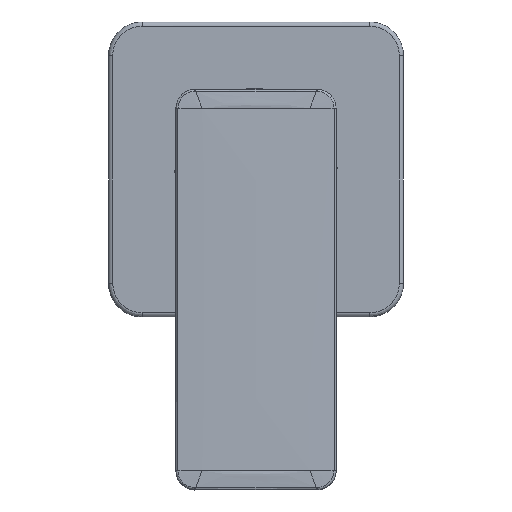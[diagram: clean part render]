
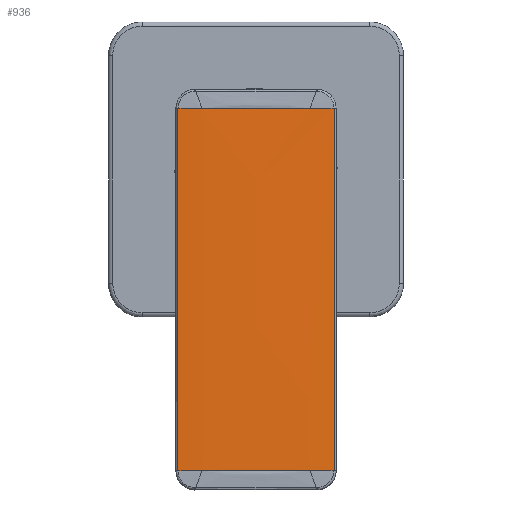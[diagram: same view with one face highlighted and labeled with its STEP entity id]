
A CAD part, front view. The second image highlights one B-rep face of the part: STEP entity #936.
In plain terms, the highlighted free-form (B-spline) face has degree [5, 5] with [6, 7] control points.
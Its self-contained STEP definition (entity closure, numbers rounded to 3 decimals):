
#289=B_SPLINE_SURFACE_WITH_KNOTS('',5,5,((#25252,#25253,#25254,#25255,#25256,
#25257,#25258),(#25259,#25260,#25261,#25262,#25263,#25264,#25265),(#25266,
#25267,#25268,#25269,#25270,#25271,#25272),(#25273,#25274,#25275,#25276,
#25277,#25278,#25279),(#25280,#25281,#25282,#25283,#25284,#25285,#25286),
(#25287,#25288,#25289,#25290,#25291,#25292,#25293)),.UNSPECIFIED.,.F.,.F.,
 .F.,(6,6),(6,1,6),(0.,89.465),(0.,19.004,38.009),
 .UNSPECIFIED.);
#936=ADVANCED_FACE('',(#1620),#289,.T.);
#1620=FACE_OUTER_BOUND('',#2301,.T.);
#2301=EDGE_LOOP('',(#5487,#5488,#5489,#5490,#5491,#5492,#5493,#5494));
#5487=ORIENTED_EDGE('',*,*,#7378,.F.);
#5488=ORIENTED_EDGE('',*,*,#7417,.T.);
#5489=ORIENTED_EDGE('',*,*,#7416,.T.);
#5490=ORIENTED_EDGE('',*,*,#7415,.T.);
#5491=ORIENTED_EDGE('',*,*,#7414,.F.);
#5492=ORIENTED_EDGE('',*,*,#7413,.T.);
#5493=ORIENTED_EDGE('',*,*,#7411,.T.);
#5494=ORIENTED_EDGE('',*,*,#7419,.T.);
#7378=EDGE_CURVE('',#10349,#10351,#9203,.T.);
#7411=EDGE_CURVE('',#10363,#10367,#9228,.T.);
#7413=EDGE_CURVE('',#9487,#10363,#9230,.T.);
#7414=EDGE_CURVE('',#9487,#9486,#9231,.T.);
#7415=EDGE_CURVE('',#10368,#9486,#9232,.T.);
#7416=EDGE_CURVE('',#10369,#10368,#9233,.T.);
#7417=EDGE_CURVE('',#10349,#10369,#9234,.T.);
#7419=EDGE_CURVE('',#10367,#10351,#9236,.T.);
#9203=B_SPLINE_CURVE_WITH_KNOTS('',3,(#30772,#30773,#30774,#30775),
 .UNSPECIFIED.,.F.,.F.,(4,4),(-86.024,0.),.UNSPECIFIED.);
#9228=B_SPLINE_CURVE_WITH_KNOTS('',3,(#31131,#31132,#31133,#31134),
 .UNSPECIFIED.,.F.,.F.,(4,4),(0.,25.559),.UNSPECIFIED.);
#9230=B_SPLINE_CURVE_WITH_KNOTS('',3,(#31142,#31143,#31144,#31145,#31146,
#31147,#31148),.UNSPECIFIED.,.F.,.F.,(4,1,1,1,4),(-5.741,-3.113,
-1.556,-0.778,0.),.UNSPECIFIED.);
#9231=B_SPLINE_CURVE_WITH_KNOTS('',3,(#31149,#31150,#31151,#31152),
 .UNSPECIFIED.,.F.,.F.,(4,4),(0.,86.024),.UNSPECIFIED.);
#9232=B_SPLINE_CURVE_WITH_KNOTS('',3,(#31153,#31154,#31155,#31156),
 .UNSPECIFIED.,.F.,.F.,(4,4),(-5.742,0.),.UNSPECIFIED.);
#9233=B_SPLINE_CURVE_WITH_KNOTS('',3,(#31157,#31158,#31159,#31160,#31161),
 .UNSPECIFIED.,.F.,.F.,(4,1,4),(-25.554,-12.777,0.),
 .UNSPECIFIED.);
#9234=B_SPLINE_CURVE_WITH_KNOTS('',3,(#31162,#31163,#31164,#31165),
 .UNSPECIFIED.,.F.,.F.,(4,4),(-5.742,0.),.UNSPECIFIED.);
#9236=B_SPLINE_CURVE_WITH_KNOTS('',3,(#31170,#31171,#31172,#31173,#31174,
#31175,#31176),.UNSPECIFIED.,.F.,.F.,(4,1,1,1,4),(0.,0.778,
1.556,3.112,5.739),.UNSPECIFIED.);
#9486=VERTEX_POINT('',#25863);
#9487=VERTEX_POINT('',#25864);
#10349=VERTEX_POINT('',#26726);
#10351=VERTEX_POINT('',#26728);
#10363=VERTEX_POINT('',#26740);
#10367=VERTEX_POINT('',#26744);
#10368=VERTEX_POINT('',#26745);
#10369=VERTEX_POINT('',#26746);
#25252=CARTESIAN_POINT('',(-16.219,19.,-27.856));
#25253=CARTESIAN_POINT('',(-16.224,15.2,-27.976));
#25254=CARTESIAN_POINT('',(-16.23,7.6,-28.156));
#25255=CARTESIAN_POINT('',(-16.232,0.,-28.216));
#25256=CARTESIAN_POINT('',(-16.23,-7.6,-28.156));
#25257=CARTESIAN_POINT('',(-16.224,-15.2,-27.976));
#25258=CARTESIAN_POINT('',(-16.219,-19.,-27.856));
#25259=CARTESIAN_POINT('',(1.663,19.,-28.481));
#25260=CARTESIAN_POINT('',(1.658,15.2,-28.601));
#25261=CARTESIAN_POINT('',(1.652,7.6,-28.781));
#25262=CARTESIAN_POINT('',(1.65,0.,-28.841));
#25263=CARTESIAN_POINT('',(1.652,-7.6,-28.781));
#25264=CARTESIAN_POINT('',(1.658,-15.2,-28.601));
#25265=CARTESIAN_POINT('',(1.663,-19.,-28.481));
#25266=CARTESIAN_POINT('',(19.545,19.,-29.105));
#25267=CARTESIAN_POINT('',(19.541,15.2,-29.225));
#25268=CARTESIAN_POINT('',(19.534,7.6,-29.405));
#25269=CARTESIAN_POINT('',(19.532,0.,-29.465));
#25270=CARTESIAN_POINT('',(19.534,-7.6,-29.405));
#25271=CARTESIAN_POINT('',(19.541,-15.2,-29.225));
#25272=CARTESIAN_POINT('',(19.545,-19.,-29.105));
#25273=CARTESIAN_POINT('',(37.427,19.,-29.73));
#25274=CARTESIAN_POINT('',(37.423,15.2,-29.85));
#25275=CARTESIAN_POINT('',(37.416,7.6,-30.029));
#25276=CARTESIAN_POINT('',(37.414,0.,-30.089));
#25277=CARTESIAN_POINT('',(37.416,-7.6,-30.029));
#25278=CARTESIAN_POINT('',(37.423,-15.2,-29.85));
#25279=CARTESIAN_POINT('',(37.427,-19.,-29.73));
#25280=CARTESIAN_POINT('',(55.309,19.,-30.354));
#25281=CARTESIAN_POINT('',(55.305,15.2,-30.474));
#25282=CARTESIAN_POINT('',(55.299,7.6,-30.654));
#25283=CARTESIAN_POINT('',(55.296,0.,-30.714));
#25284=CARTESIAN_POINT('',(55.299,-7.6,-30.654));
#25285=CARTESIAN_POINT('',(55.305,-15.2,-30.474));
#25286=CARTESIAN_POINT('',(55.309,-19.,-30.354));
#25287=CARTESIAN_POINT('',(73.191,19.,-30.979));
#25288=CARTESIAN_POINT('',(73.187,15.2,-31.098));
#25289=CARTESIAN_POINT('',(73.181,7.6,-31.278));
#25290=CARTESIAN_POINT('',(73.179,0.,-31.338));
#25291=CARTESIAN_POINT('',(73.181,-7.6,-31.278));
#25292=CARTESIAN_POINT('',(73.187,-15.2,-31.098));
#25293=CARTESIAN_POINT('',(73.191,-19.,-30.979));
#25863=CARTESIAN_POINT('',(-14.501,18.515,-27.931));
#25864=CARTESIAN_POINT('',(71.471,18.515,-30.934));
#26726=CARTESIAN_POINT('',(-14.501,-18.515,-27.931));
#26728=CARTESIAN_POINT('',(71.471,-18.516,-30.934));
#26740=CARTESIAN_POINT('',(71.466,12.776,-31.083));
#26744=CARTESIAN_POINT('',(71.466,-12.779,-31.083));
#26745=CARTESIAN_POINT('',(-14.506,12.776,-28.081));
#26746=CARTESIAN_POINT('',(-14.506,-12.776,-28.081));
#30772=CARTESIAN_POINT('',(-14.501,-18.515,-27.931));
#30773=CARTESIAN_POINT('',(14.157,-18.515,-28.932));
#30774=CARTESIAN_POINT('',(42.814,-18.515,-29.933));
#30775=CARTESIAN_POINT('',(71.471,-18.516,-30.934));
#31131=CARTESIAN_POINT('',(71.466,12.776,-31.083));
#31132=CARTESIAN_POINT('',(71.46,4.258,-31.264));
#31133=CARTESIAN_POINT('',(71.46,-4.26,-31.264));
#31134=CARTESIAN_POINT('',(71.466,-12.779,-31.083));
#31142=CARTESIAN_POINT('',(71.471,18.515,-30.934));
#31143=CARTESIAN_POINT('',(71.47,17.64,-30.961));
#31144=CARTESIAN_POINT('',(71.469,16.245,-31.));
#31145=CARTESIAN_POINT('',(71.467,14.592,-31.042));
#31146=CARTESIAN_POINT('',(71.467,13.554,-31.066));
#31147=CARTESIAN_POINT('',(71.466,13.036,-31.077));
#31148=CARTESIAN_POINT('',(71.466,12.776,-31.083));
#31149=CARTESIAN_POINT('',(71.471,18.515,-30.934));
#31150=CARTESIAN_POINT('',(42.814,18.515,-29.933));
#31151=CARTESIAN_POINT('',(14.157,18.515,-28.932));
#31152=CARTESIAN_POINT('',(-14.501,18.515,-27.931));
#31153=CARTESIAN_POINT('',(-14.506,12.776,-28.081));
#31154=CARTESIAN_POINT('',(-14.504,14.689,-28.04));
#31155=CARTESIAN_POINT('',(-14.503,16.602,-27.99));
#31156=CARTESIAN_POINT('',(-14.501,18.515,-27.931));
#31157=CARTESIAN_POINT('',(-14.506,-12.776,-28.081));
#31158=CARTESIAN_POINT('',(-14.509,-8.517,-28.171));
#31159=CARTESIAN_POINT('',(-14.512,0.,-28.261));
#31160=CARTESIAN_POINT('',(-14.509,8.517,-28.171));
#31161=CARTESIAN_POINT('',(-14.506,12.776,-28.081));
#31162=CARTESIAN_POINT('',(-14.501,-18.515,-27.931));
#31163=CARTESIAN_POINT('',(-14.503,-16.602,-27.99));
#31164=CARTESIAN_POINT('',(-14.504,-14.689,-28.04));
#31165=CARTESIAN_POINT('',(-14.506,-12.776,-28.081));
#31170=CARTESIAN_POINT('',(71.466,-12.779,-31.083));
#31171=CARTESIAN_POINT('',(71.466,-13.038,-31.077));
#31172=CARTESIAN_POINT('',(71.467,-13.557,-31.066));
#31173=CARTESIAN_POINT('',(71.467,-14.593,-31.042));
#31174=CARTESIAN_POINT('',(71.469,-16.246,-31.));
#31175=CARTESIAN_POINT('',(71.47,-17.64,-30.961));
#31176=CARTESIAN_POINT('',(71.471,-18.516,-30.934));
